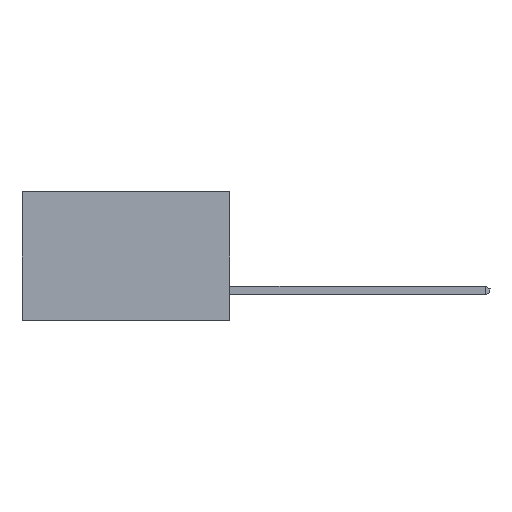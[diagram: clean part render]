
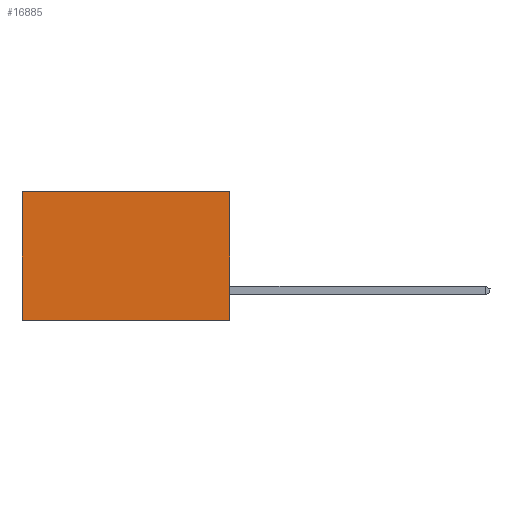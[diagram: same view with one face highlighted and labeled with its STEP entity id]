
A CAD part, left-side view. The second image highlights one B-rep face of the part: STEP entity #16885.
In plain terms, the highlighted planar face has unit normal (-1, 0, 0).
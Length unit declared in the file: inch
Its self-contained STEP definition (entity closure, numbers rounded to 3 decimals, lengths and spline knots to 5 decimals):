
#50 = VECTOR ( 'NONE', #4494, 39.37008 ) ;
#629 = CARTESIAN_POINT ( 'NONE',  ( 0.2615, 0., -0.37 ) ) ;
#2167 = EDGE_LOOP ( 'NONE', ( #6572, #11884, #5035, #10177 ) ) ;
#2302 = VERTEX_POINT ( 'NONE', #13981 ) ;
#2307 = VERTEX_POINT ( 'NONE', #14882 ) ;
#2597 = VECTOR ( 'NONE', #3887, 39.37008 ) ;
#3162 = CARTESIAN_POINT ( 'NONE',  ( 0.2615, 0., 0. ) ) ;
#3887 = DIRECTION ( 'NONE',  ( 0., 0., -1. ) ) ;
#3888 = AXIS2_PLACEMENT_3D ( 'NONE', #5209, #16289, #10608 ) ;
#4312 = DIRECTION ( 'NONE',  ( 0., 0., -1. ) ) ;
#4387 = VERTEX_POINT ( 'NONE', #7103 ) ;
#4494 = DIRECTION ( 'NONE',  ( 0., 1., 0. ) ) ;
#4753 = EDGE_CURVE ( 'NONE', #2302, #2307, #10893, .T. ) ;
#5017 = VERTEX_POINT ( 'NONE', #7437 ) ;
#5035 = ORIENTED_EDGE ( 'NONE', *, *, #7838, .F. ) ;
#5209 = CARTESIAN_POINT ( 'NONE',  ( 0.2615, 0., -0.37 ) ) ;
#6297 = VECTOR ( 'NONE', #4312, 39.37008 ) ;
#6548 = CARTESIAN_POINT ( 'NONE',  ( 0.2615, 0.6, -0.37 ) ) ;
#6572 = ORIENTED_EDGE ( 'NONE', *, *, #4753, .T. ) ;
#6677 = EDGE_CURVE ( 'NONE', #5017, #2302, #11403, .T. ) ;
#7103 = CARTESIAN_POINT ( 'NONE',  ( 0.2615, 0., -0.37 ) ) ;
#7437 = CARTESIAN_POINT ( 'NONE',  ( 0.2615, 0., 0. ) ) ;
#7838 = EDGE_CURVE ( 'NONE', #5017, #4387, #14856, .T. ) ;
#8045 = FACE_OUTER_BOUND ( 'NONE', #2167, .T. ) ;
#10177 = ORIENTED_EDGE ( 'NONE', *, *, #6677, .T. ) ;
#10608 = DIRECTION ( 'NONE',  ( 0., 0., -1. ) ) ;
#10873 = CARTESIAN_POINT ( 'NONE',  ( 0.2615, 0., -0.37 ) ) ;
#10893 = LINE ( 'NONE', #6548, #2597 ) ;
#11254 = VECTOR ( 'NONE', #14276, 39.37008 ) ;
#11403 = LINE ( 'NONE', #3162, #50 ) ;
#11884 = ORIENTED_EDGE ( 'NONE', *, *, #13596, .F. ) ;
#13596 = EDGE_CURVE ( 'NONE', #4387, #2307, #16774, .T. ) ;
#13981 = CARTESIAN_POINT ( 'NONE',  ( 0.2615, 0.6, 0. ) ) ;
#14276 = DIRECTION ( 'NONE',  ( 0., 1., 0. ) ) ;
#14856 = LINE ( 'NONE', #10873, #6297 ) ;
#14882 = CARTESIAN_POINT ( 'NONE',  ( 0.2615, 0.6, -0.37 ) ) ;
#15079 = PLANE ( 'NONE',  #3888 ) ;
#16289 = DIRECTION ( 'NONE',  ( 1., 0., 0. ) ) ;
#16774 = LINE ( 'NONE', #629, #11254 ) ;
#16885 = ADVANCED_FACE ( 'NONE', ( #8045 ), #15079, .F. ) ;
